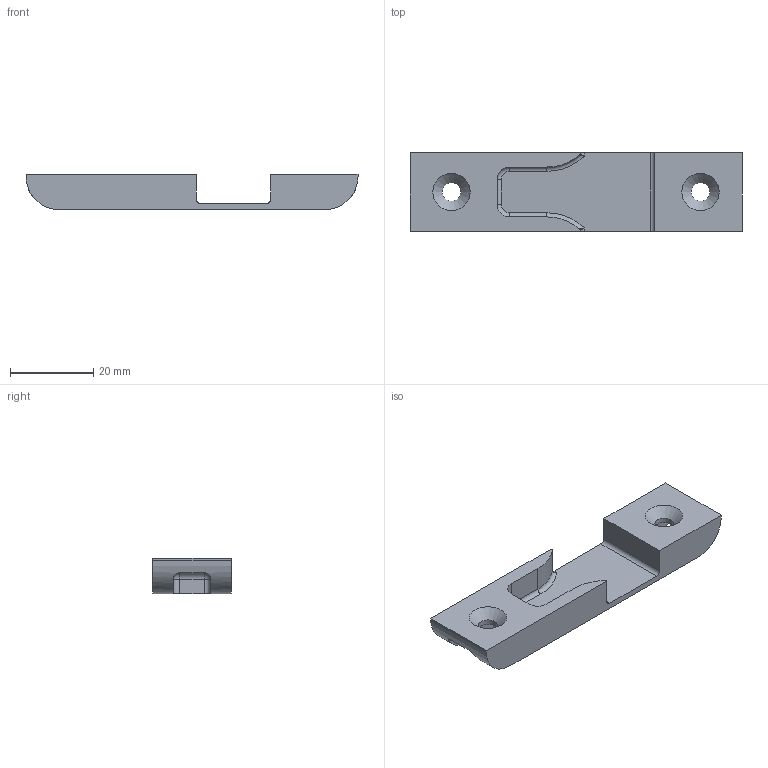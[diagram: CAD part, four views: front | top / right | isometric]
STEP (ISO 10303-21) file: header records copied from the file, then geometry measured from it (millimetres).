
FILE_DESCRIPTION(/* description */ ('Schliessplatte 19'),/* implementation_level */ '2;1');
FILE_NAME(/* name */ '162.392.stp',/* time_stamp */ '2023-03-07T11:43:02+01:00',/* author */ ('phiose'),/* organization */ (''),/* preprocessor_version */ 'ST-DEVELOPER v15.2',/* originating_system */ 'Autodesk Inventor 2014',/* authorisation */ '');
FILE_SCHEMA (('AUTOMOTIVE_DESIGN { 1 0 10303 214 3 1 1 }'));
Length unit declared in the file: millimetre
Products named in the file (1): 162.392
Bounding box: 80 x 19 x 8.5 mm (x, y, z)
Volume: 6718.3 mm3; surface area: 5055.9 mm2
Topology: 1 solids, 1 shells, 60 faces, 156 edges, 92 vertices
Faces by surface type: cylinder 26, plane 22, sphere 4, torus 4, bspline 2, cone 2
Full cylindrical faces by diameter (mm): 4.5 x2
Entity records: 1876 total; most frequent: CARTESIAN_POINT 421, DIRECTION 310, ORIENTED_EDGE 288, EDGE_CURVE 144, AXIS2_PLACEMENT_3D 115, VERTEX_POINT 90, LINE 80, VECTOR 80
